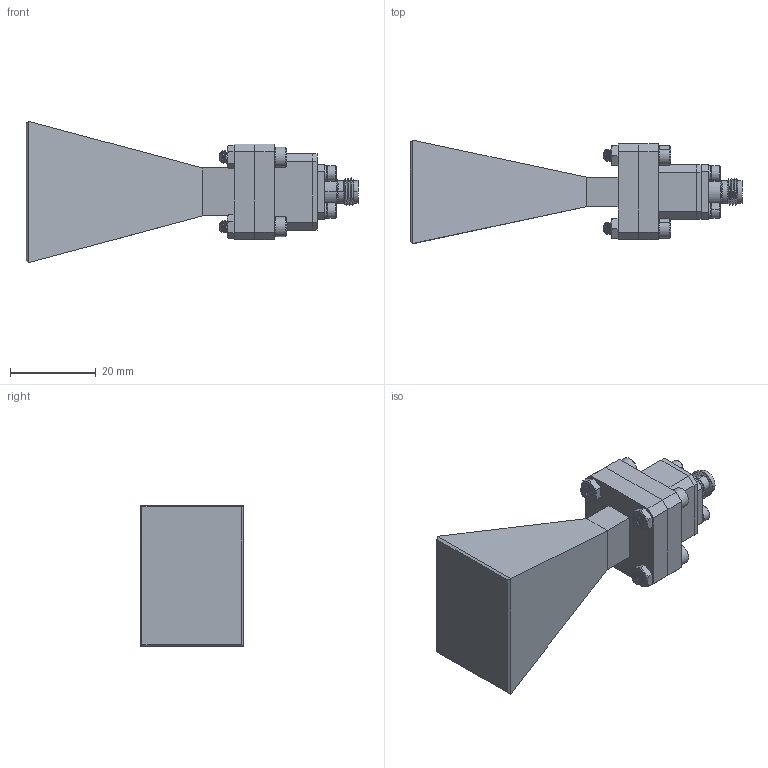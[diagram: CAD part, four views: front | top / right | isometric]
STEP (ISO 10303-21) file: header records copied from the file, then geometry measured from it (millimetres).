
FILE_DESCRIPTION (( 'STEP AP203' ), '1' );
FILE_NAME ('SAR-1725-34KF-E2.STEP', '2017-10-04T17:48:35', ( '' ), ( '' ), 'SwSTEP 2.0', 'SolidWorks 2013', '' );
FILE_SCHEMA (( 'CONFIG_CONTROL_DESIGN' ));
Length unit declared in the file: inch
Products named in the file (1): SAR-1725-34KF-E2
Bounding box: 77.43 x 24.14 x 32.97 mm (x, y, z)
Surface area: 8331.1 mm2 (no closed solid volume)
Topology: 0 solids, 24 shells, 676 faces, 1803 edges, 1162 vertices
Faces by surface type: cylinder 358, plane 166, cone 140, bspline 10, torus 2
Entity records: 29699 total; most frequent: CARTESIAN_POINT 14984, ORIENTED_EDGE 3439, DIRECTION 2612, EDGE_CURVE 1803, VERTEX_POINT 1162, AXIS2_PLACEMENT_3D 937, LINE 738, VECTOR 738
